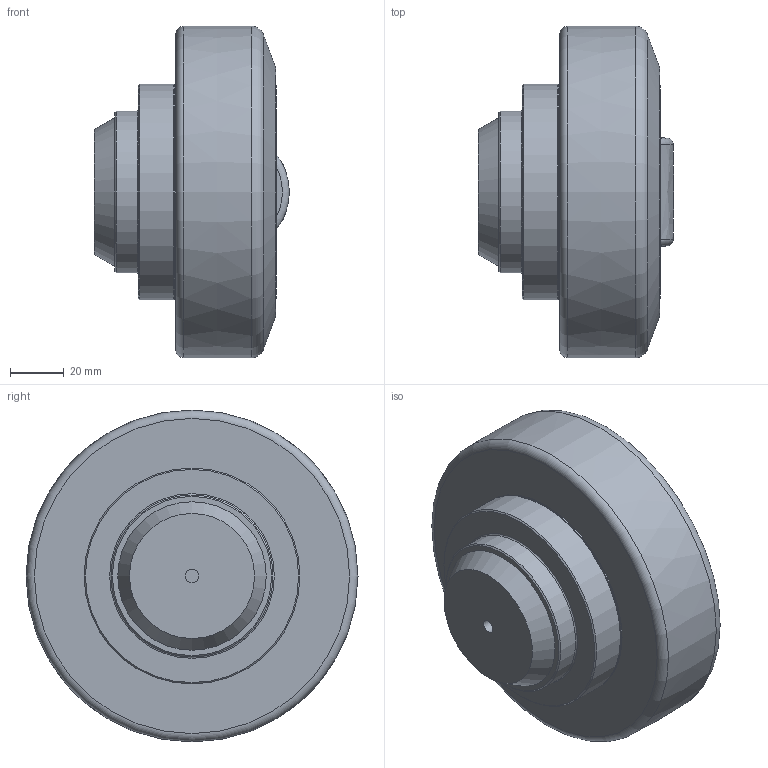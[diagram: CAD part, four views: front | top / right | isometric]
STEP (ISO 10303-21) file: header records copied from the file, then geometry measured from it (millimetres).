
FILE_DESCRIPTION(/* description */ ('-','CAx-IF Rec.Pracs.---Representation and Presentation of Product Manufacturing Information (PMI)---4.0---2014-10-13'),/* implementation_level */ '2;1');
FILE_NAME(/* name */ 'e62fe08b-cd8a-4b49-8db7-db9f58f1e440.stp',/* time_stamp */ '2020-04-01T16:38:07+02:00',/* author */ ('-'),/* organization */ ('NTI CADcenter A/S'),/* preprocessor_version */ 'ST-DEVELOPER v18',/* originating_system */ 'Autodesk Inventor 2020',/* authorisation */ '-');
FILE_SCHEMA (('AP242_MANAGED_MODEL_BASED_3D_ENGINEERING_MIM_LF { 1 0 10303 442 1 1 4 }'));
Length unit declared in the file: millimetre
Products named in the file (1): TR 120.0200_Kontur
Bounding box: 72.3 x 122.99 x 122.99 mm (x, y, z)
Volume: 535736.8 mm3; surface area: 41963.5 mm2
Topology: 1 solids, 1 shells, 71 faces, 185 edges, 131 vertices
Faces by surface type: plane 43, cylinder 11, cone 10, torus 5, bspline 2
Full cylindrical faces by diameter (mm): 3 x1, 4.917 x1, 12 x4, 60 x1, 80 x2
Entity records: 2381 total; most frequent: CARTESIAN_POINT 517, DIRECTION 392, ORIENTED_EDGE 370, EDGE_CURVE 185, AXIS2_PLACEMENT_3D 148, VERTEX_POINT 131, LINE 96, VECTOR 96
